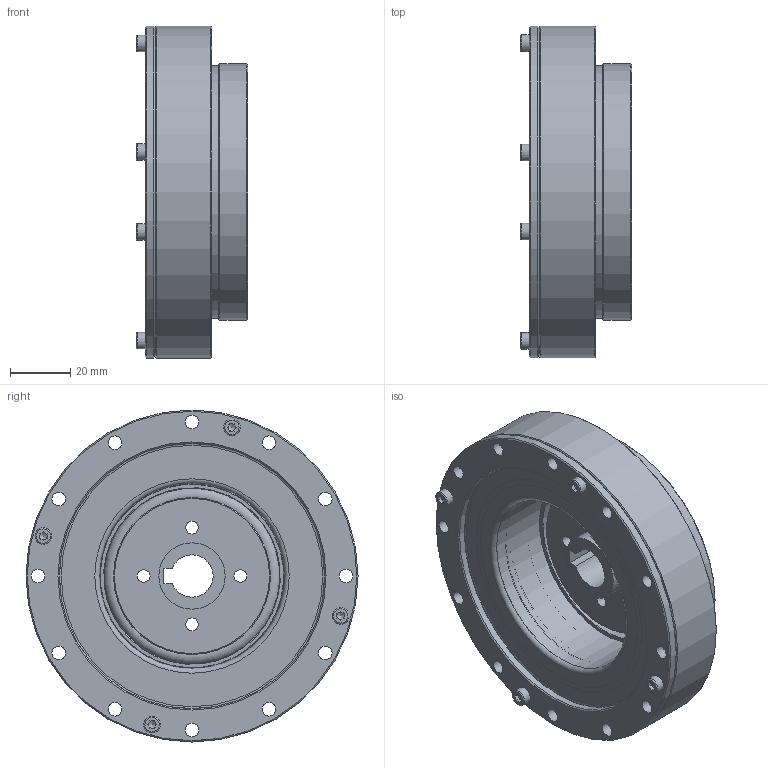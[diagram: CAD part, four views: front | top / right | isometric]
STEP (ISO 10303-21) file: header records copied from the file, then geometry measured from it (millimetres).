
FILE_DESCRIPTION(/* description */ ('STEP AP242','CAx-IF Rec.Pracs.---Representation and Presentation of Product Manufacturing Information (PMI)---4.0---2014-10-13','CAx-IF Rec.Pracs.---3D Tessellated Geometry---0.4---2014-09-14','2;1'),/* implementation_level */ '2;1');
FILE_NAME(/* name */ '68877560bc425d248bb64a26',/* time_stamp */ '2025-07-28T13:04:37Z',/* author */ (''),/* organization */ (''),/* preprocessor_version */ 'ST-DEVELOPER v20',/* originating_system */ 'ONSHAPE BY PTC INC, 1.201',/* authorisation */ ' ');
FILE_SCHEMA (('AP242_MANAGED_MODEL_BASED_3D_ENGINEERING_MIM_LF { 1 0 10303 442 1 1 4 }'));
Products named in the file (18): HS-25-III; hexagon socket head cap screws gb_GB_FASTENER_SCREWS_HSHCS M3X8-C; ???????-STXB-25080; 25-III???????????_?A?O <1>; ???-25-III; 25???????; O??????-??71X??1.5; ??????-STXB-25080; ???????-STRU-25-110-200X??110-V1 <1>; ???????-????-??6; ??????????-25-110-V0; ??????????-25-110-????-V0; hexagon socket head cap screws gb_GB_FASTENER_SCREWS_HSHCS M2.5X8-C; 25???; ???????-???-STRU-25-110; ???????-???-STRU-25-110-??200-V1; ???????-???-STRU-25-110-??200; O??????-??90X??18
Assembly tree (93 placements, depth 3):
  HS-25-III
    hexagon socket head cap screws gb_GB_FASTENER_SCREWS_HSHCS M3X8-C  x8
    ???????-STXB-25080
    25-III???????????_?A?O <1>
      ???-25-III
      25???????
    O??????-??71X??1.5
    ??????-STXB-25080
    ???????-STRU-25-110-200X??110-V1 <1>
      ???????-????-??6  x36
      ??????????-25-110-V0  x18
      ??????????-25-110-????-V0  x18
      hexagon socket head cap screws gb_GB_FASTENER_SCREWS_HSHCS M2.5X8-C
      25???
      ???????-???-STRU-25-110
      ???????-???-STRU-25-110-??200-V1
      ???????-???-STRU-25-110-??200
      O??????-??90X??18
Bounding box: 37 x 110 x 110 mm (x, y, z)
Volume: 161670 mm3; surface area: 119467.8 mm2
Topology: 91 solids, 91 shells, 4447 faces, 12741 edges, 8505 vertices
Faces by surface type: cylinder 2498, plane 1119, cone 800, torus 25, bspline 5
Full cylindrical faces by diameter (mm): 2.05 x1, 2.5 x9, 2.9 x1, 3 x8, 3.3 x16, 3.4 x4, 3.5 x4, 4.2 x4, 4.5 x41, 5 x1, 5.5 x8, 6 x40, 22 x1, 43.1 x1, 45.212 x1, 48.627 x2, 52 x1, 58.112 x2, 61.334 x2, 61.914 x1, 62.086 x1, 66 x1, 68 x2, 71.6 x1, 75 x1, 83.5 x1, 84 x2, 85 x2, 86 x2, 88 x1
Entity records: 138800 total; most frequent: CARTESIAN_POINT 37693, ORIENTED_EDGE 22654, DIRECTION 19347, EDGE_CURVE 11327, VERTEX_POINT 7752, AXIS2_PLACEMENT_3D 7674, FACE_BOUND 4235, EDGE_LOOP 4206
